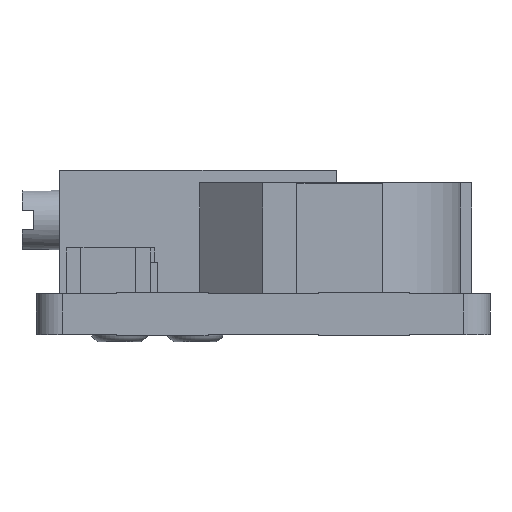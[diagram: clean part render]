
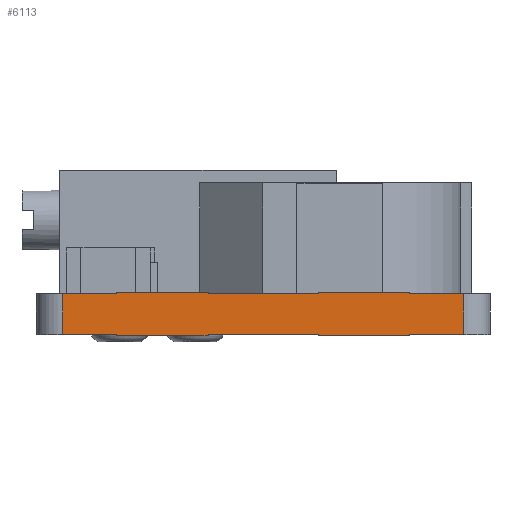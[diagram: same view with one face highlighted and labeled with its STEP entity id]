
A CAD part, left-side view. The second image highlights one B-rep face of the part: STEP entity #6113.
In plain terms, the highlighted planar face has unit normal (-1, 0, 0).
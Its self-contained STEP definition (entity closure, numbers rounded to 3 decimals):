
#381=PLANE('',#6473);
#682=FACE_OUTER_BOUND('',#1037,.T.);
#1037=EDGE_LOOP('',(#5372,#5373,#5374,#5375,#5376,#5377,#5378,#5379,#5380,
#5381,#5382,#5383,#5384,#5385,#5386,#5387,#5388,#5389,#5390,#5391));
#1509=LINE('',#9739,#2234);
#1514=LINE('',#9750,#2239);
#1519=LINE('',#9760,#2244);
#1524=LINE('',#9771,#2249);
#1716=LINE('',#10553,#2441);
#1719=LINE('',#10565,#2444);
#1721=LINE('',#10570,#2446);
#1724=LINE('',#10582,#2449);
#1728=LINE('',#10595,#2453);
#1729=LINE('',#10596,#2454);
#1730=LINE('',#10598,#2455);
#1785=LINE('',#11069,#2510);
#1789=LINE('',#11077,#2514);
#1790=LINE('',#11080,#2515);
#1791=LINE('',#11081,#2516);
#1792=LINE('',#11083,#2517);
#1793=LINE('',#11084,#2518);
#1794=LINE('',#11086,#2519);
#1795=LINE('',#11088,#2520);
#1796=LINE('',#11089,#2521);
#2234=VECTOR('',#7195,0.025);
#2239=VECTOR('',#7204,0.025);
#2244=VECTOR('',#7211,0.025);
#2249=VECTOR('',#7220,0.025);
#2441=VECTOR('',#7614,3.454);
#2444=VECTOR('',#7623,3.454);
#2446=VECTOR('',#7629,3.454);
#2449=VECTOR('',#7638,3.454);
#2453=VECTOR('',#7650,2.047);
#2454=VECTOR('',#7651,4.168);
#2455=VECTOR('',#7652,2.047);
#2510=VECTOR('',#7763,0.025);
#2514=VECTOR('',#7771,0.025);
#2515=VECTOR('',#7774,1.549);
#2516=VECTOR('',#7775,2.047);
#2517=VECTOR('',#7776,4.168);
#2518=VECTOR('',#7777,0.025);
#2519=VECTOR('',#7778,0.025);
#2520=VECTOR('',#7779,2.047);
#2521=VECTOR('',#7780,1.549);
#2902=VERTEX_POINT('',#9732);
#2905=VERTEX_POINT('',#9737);
#2908=VERTEX_POINT('',#9747);
#2909=VERTEX_POINT('',#9749);
#2910=VERTEX_POINT('',#9753);
#2913=VERTEX_POINT('',#9758);
#2916=VERTEX_POINT('',#9768);
#2917=VERTEX_POINT('',#9770);
#3037=VERTEX_POINT('',#10562);
#3038=VERTEX_POINT('',#10564);
#3044=VERTEX_POINT('',#10579);
#3045=VERTEX_POINT('',#10581);
#3050=VERTEX_POINT('',#10593);
#3051=VERTEX_POINT('',#10597);
#3106=VERTEX_POINT('',#11065);
#3109=VERTEX_POINT('',#11075);
#3110=VERTEX_POINT('',#11079);
#3111=VERTEX_POINT('',#11082);
#3112=VERTEX_POINT('',#11085);
#3113=VERTEX_POINT('',#11087);
#3570=EDGE_CURVE('',#2905,#2902,#1509,.T.);
#3575=EDGE_CURVE('',#2908,#2909,#1514,.T.);
#3580=EDGE_CURVE('',#2913,#2910,#1519,.F.);
#3585=EDGE_CURVE('',#2916,#2917,#1524,.T.);
#3794=EDGE_CURVE('',#2908,#2902,#1716,.T.);
#3799=EDGE_CURVE('',#3038,#3037,#1719,.F.);
#3802=EDGE_CURVE('',#2916,#2910,#1721,.T.);
#3807=EDGE_CURVE('',#3045,#3044,#1724,.F.);
#3814=EDGE_CURVE('',#2905,#3050,#1728,.T.);
#3815=EDGE_CURVE('',#2913,#2909,#1729,.T.);
#3816=EDGE_CURVE('',#3051,#2917,#1730,.T.);
#3890=EDGE_CURVE('',#3106,#3038,#1785,.T.);
#3894=EDGE_CURVE('',#3037,#3109,#1789,.F.);
#3895=EDGE_CURVE('',#3050,#3110,#1790,.T.);
#3896=EDGE_CURVE('',#3110,#3106,#1791,.T.);
#3897=EDGE_CURVE('',#3109,#3111,#1792,.T.);
#3898=EDGE_CURVE('',#3111,#3045,#1793,.T.);
#3899=EDGE_CURVE('',#3044,#3112,#1794,.T.);
#3900=EDGE_CURVE('',#3112,#3113,#1795,.F.);
#3901=EDGE_CURVE('',#3113,#3051,#1796,.F.);
#5372=ORIENTED_EDGE('',*,*,#3814,.T.);
#5373=ORIENTED_EDGE('',*,*,#3895,.T.);
#5374=ORIENTED_EDGE('',*,*,#3896,.T.);
#5375=ORIENTED_EDGE('',*,*,#3890,.T.);
#5376=ORIENTED_EDGE('',*,*,#3799,.T.);
#5377=ORIENTED_EDGE('',*,*,#3894,.T.);
#5378=ORIENTED_EDGE('',*,*,#3897,.T.);
#5379=ORIENTED_EDGE('',*,*,#3898,.T.);
#5380=ORIENTED_EDGE('',*,*,#3807,.T.);
#5381=ORIENTED_EDGE('',*,*,#3899,.T.);
#5382=ORIENTED_EDGE('',*,*,#3900,.T.);
#5383=ORIENTED_EDGE('',*,*,#3901,.T.);
#5384=ORIENTED_EDGE('',*,*,#3816,.T.);
#5385=ORIENTED_EDGE('',*,*,#3585,.F.);
#5386=ORIENTED_EDGE('',*,*,#3802,.T.);
#5387=ORIENTED_EDGE('',*,*,#3580,.F.);
#5388=ORIENTED_EDGE('',*,*,#3815,.T.);
#5389=ORIENTED_EDGE('',*,*,#3575,.F.);
#5390=ORIENTED_EDGE('',*,*,#3794,.T.);
#5391=ORIENTED_EDGE('',*,*,#3570,.F.);
#6113=ADVANCED_FACE('',(#682),#381,.T.);
#6473=AXIS2_PLACEMENT_3D('',#11078,#7772,#7773);
#7195=DIRECTION('',(0.,0.,-1.));
#7204=DIRECTION('',(0.,0.,1.));
#7211=DIRECTION('',(0.,0.,1.));
#7220=DIRECTION('',(0.,0.,1.));
#7614=DIRECTION('',(0.,-1.,0.));
#7623=DIRECTION('',(0.,-1.,0.));
#7629=DIRECTION('',(0.,-1.,0.));
#7638=DIRECTION('',(0.,-1.,0.));
#7650=DIRECTION('',(0.,-1.,0.));
#7651=DIRECTION('',(0.,-1.,0.));
#7652=DIRECTION('',(0.,-1.,0.));
#7763=DIRECTION('',(0.,0.,1.));
#7771=DIRECTION('',(0.,0.,1.));
#7772=DIRECTION('center_axis',(-1.,0.,0.));
#7773=DIRECTION('ref_axis',(0.,0.,1.));
#7774=DIRECTION('',(0.,0.,1.));
#7775=DIRECTION('',(0.,1.,0.));
#7776=DIRECTION('',(0.,1.,0.));
#7777=DIRECTION('',(0.,0.,1.));
#7778=DIRECTION('',(0.,0.,-1.));
#7779=DIRECTION('',(0.,-1.,0.));
#7780=DIRECTION('',(0.,0.,1.));
#9732=CARTESIAN_POINT('',(-18.504,-5.538,-0.025));
#9737=CARTESIAN_POINT('',(-18.504,-5.538,0.));
#9739=CARTESIAN_POINT('',(-18.504,-5.538,0.));
#9747=CARTESIAN_POINT('',(-18.504,-2.084,-0.025));
#9749=CARTESIAN_POINT('',(-18.504,-2.084,0.));
#9750=CARTESIAN_POINT('',(-18.504,-2.084,-0.025));
#9753=CARTESIAN_POINT('',(-18.504,2.084,-0.025));
#9758=CARTESIAN_POINT('',(-18.504,2.084,0.));
#9760=CARTESIAN_POINT('',(-18.504,2.084,-0.025));
#9768=CARTESIAN_POINT('',(-18.504,5.538,-0.025));
#9770=CARTESIAN_POINT('',(-18.504,5.538,0.));
#9771=CARTESIAN_POINT('',(-18.504,5.538,-0.025));
#10553=CARTESIAN_POINT('',(-18.504,-2.084,-0.025));
#10562=CARTESIAN_POINT('',(-18.504,-2.084,1.575));
#10564=CARTESIAN_POINT('',(-18.504,-5.538,1.575));
#10565=CARTESIAN_POINT('',(-18.504,-2.084,1.575));
#10570=CARTESIAN_POINT('',(-18.504,5.538,-0.025));
#10579=CARTESIAN_POINT('',(-18.504,5.538,1.575));
#10581=CARTESIAN_POINT('',(-18.504,2.084,1.575));
#10582=CARTESIAN_POINT('',(-18.504,5.538,1.575));
#10593=CARTESIAN_POINT('',(-18.504,-7.585,0.));
#10595=CARTESIAN_POINT('',(-18.504,-5.538,0.));
#10596=CARTESIAN_POINT('',(-18.504,2.084,0.));
#10597=CARTESIAN_POINT('',(-18.504,7.585,0.));
#10598=CARTESIAN_POINT('',(-18.504,7.585,0.));
#11065=CARTESIAN_POINT('',(-18.504,-5.538,1.549));
#11069=CARTESIAN_POINT('',(-18.504,-5.538,1.549));
#11075=CARTESIAN_POINT('',(-18.504,-2.084,1.549));
#11077=CARTESIAN_POINT('',(-18.504,-2.084,1.549));
#11078=CARTESIAN_POINT('Origin',(-18.504,-8.585,1.219));
#11079=CARTESIAN_POINT('',(-18.504,-7.585,1.549));
#11080=CARTESIAN_POINT('',(-18.504,-7.585,0.));
#11081=CARTESIAN_POINT('',(-18.504,-7.585,1.549));
#11082=CARTESIAN_POINT('',(-18.504,2.084,1.549));
#11083=CARTESIAN_POINT('',(-18.504,-2.084,1.549));
#11084=CARTESIAN_POINT('',(-18.504,2.084,1.549));
#11085=CARTESIAN_POINT('',(-18.504,5.538,1.549));
#11086=CARTESIAN_POINT('',(-18.504,5.538,1.575));
#11087=CARTESIAN_POINT('',(-18.504,7.585,1.549));
#11088=CARTESIAN_POINT('',(-18.504,7.585,1.549));
#11089=CARTESIAN_POINT('',(-18.504,7.585,0.));
